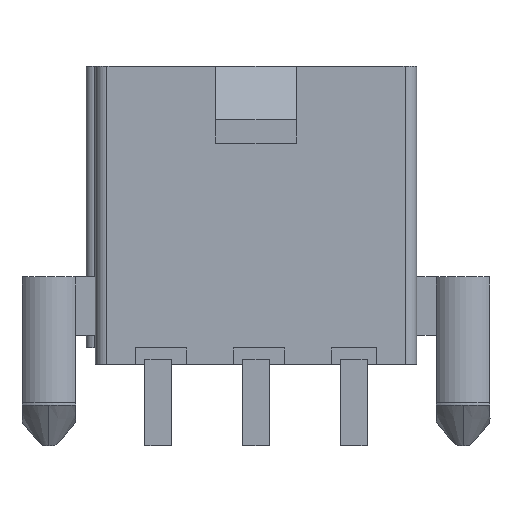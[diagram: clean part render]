
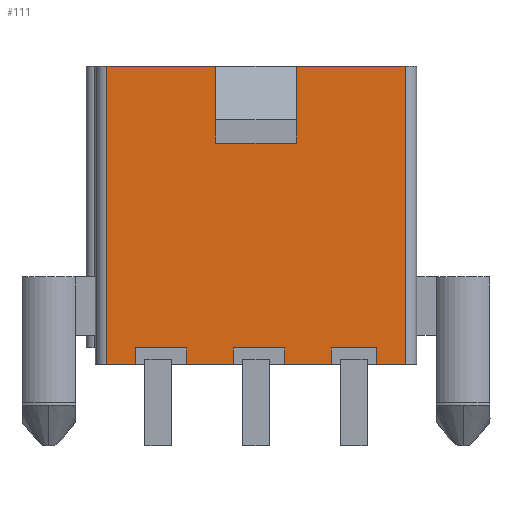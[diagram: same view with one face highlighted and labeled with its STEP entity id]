
A CAD part, front view. The second image highlights one B-rep face of the part: STEP entity #111.
In plain terms, the highlighted planar face has unit normal (0, -1, 0).
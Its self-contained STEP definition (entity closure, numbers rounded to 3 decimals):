
#111=ADVANCED_FACE('',(#351),#352,.T.);
#351=FACE_OUTER_BOUND('',#793,.T.);
#352=PLANE('',#794);
#793=EDGE_LOOP('',(#1367,#1368,#1369,#1370,#1371,#1372,#1373,#1374,#1375,#1376,#1377,#1378,#1379,#1380,#1381,#1382,#1383,#1384,#1385,#1386));
#794=AXIS2_PLACEMENT_3D('',#1387,#1388,#1389);
#1367=ORIENTED_EDGE('',*,*,#3052,.F.);
#1368=ORIENTED_EDGE('',*,*,#3053,.T.);
#1369=ORIENTED_EDGE('',*,*,#3054,.T.);
#1370=ORIENTED_EDGE('',*,*,#2998,.F.);
#1371=ORIENTED_EDGE('',*,*,#3044,.T.);
#1372=ORIENTED_EDGE('',*,*,#3047,.F.);
#1373=ORIENTED_EDGE('',*,*,#3051,.F.);
#1374=ORIENTED_EDGE('',*,*,#3010,.F.);
#1375=ORIENTED_EDGE('',*,*,#3055,.T.);
#1376=ORIENTED_EDGE('',*,*,#3056,.T.);
#1377=ORIENTED_EDGE('',*,*,#3057,.T.);
#1378=ORIENTED_EDGE('',*,*,#3058,.T.);
#1379=ORIENTED_EDGE('',*,*,#3059,.F.);
#1380=ORIENTED_EDGE('',*,*,#3060,.F.);
#1381=ORIENTED_EDGE('',*,*,#3061,.T.);
#1382=ORIENTED_EDGE('',*,*,#3062,.T.);
#1383=ORIENTED_EDGE('',*,*,#3063,.F.);
#1384=ORIENTED_EDGE('',*,*,#3064,.F.);
#1385=ORIENTED_EDGE('',*,*,#3065,.T.);
#1386=ORIENTED_EDGE('',*,*,#3066,.T.);
#1387=CARTESIAN_POINT('',(-6.4,-4.875,0.0));
#1388=DIRECTION('',(0.0,-1.0,0.0));
#1389=DIRECTION('',(0.0,0.0,-1.0));
#2998=EDGE_CURVE('',#3602,#3603,#3604,.T.);
#3010=EDGE_CURVE('',#3624,#3626,#3627,.T.);
#3044=EDGE_CURVE('',#3602,#3691,#3692,.T.);
#3047=EDGE_CURVE('',#3696,#3691,#3697,.T.);
#3051=EDGE_CURVE('',#3626,#3696,#3702,.T.);
#3052=EDGE_CURVE('',#3703,#3704,#3705,.T.);
#3053=EDGE_CURVE('',#3703,#3706,#3707,.T.);
#3054=EDGE_CURVE('',#3706,#3603,#3708,.T.);
#3055=EDGE_CURVE('',#3624,#3709,#3710,.T.);
#3056=EDGE_CURVE('',#3709,#3711,#3712,.T.);
#3057=EDGE_CURVE('',#3711,#3713,#3714,.T.);
#3058=EDGE_CURVE('',#3713,#3715,#3716,.T.);
#3059=EDGE_CURVE('',#3717,#3715,#3718,.T.);
#3060=EDGE_CURVE('',#3719,#3717,#3720,.T.);
#3061=EDGE_CURVE('',#3719,#3721,#3722,.T.);
#3062=EDGE_CURVE('',#3721,#3723,#3724,.T.);
#3063=EDGE_CURVE('',#3725,#3723,#3726,.T.);
#3064=EDGE_CURVE('',#3727,#3725,#3728,.T.);
#3065=EDGE_CURVE('',#3727,#3729,#3730,.T.);
#3066=EDGE_CURVE('',#3729,#3704,#3731,.T.);
#3602=VERTEX_POINT('',#4641);
#3603=VERTEX_POINT('',#4642);
#3604=LINE('',#4643,#4644);
#3624=VERTEX_POINT('',#4670);
#3626=VERTEX_POINT('',#4672);
#3627=LINE('',#4673,#4674);
#3691=VERTEX_POINT('',#4771);
#3692=LINE('',#4772,#4773);
#3696=VERTEX_POINT('',#4779);
#3697=LINE('',#4780,#4781);
#3702=LINE('',#4789,#4790);
#3703=VERTEX_POINT('',#4791);
#3704=VERTEX_POINT('',#4792);
#3705=LINE('',#4793,#4794);
#3706=VERTEX_POINT('',#4795);
#3707=LINE('',#4796,#4797);
#3708=LINE('',#4798,#4799);
#3709=VERTEX_POINT('',#4800);
#3710=LINE('',#4801,#4802);
#3711=VERTEX_POINT('',#4803);
#3712=LINE('',#4804,#4805);
#3713=VERTEX_POINT('',#4806);
#3714=LINE('',#4807,#4808);
#3715=VERTEX_POINT('',#4809);
#3716=LINE('',#4810,#4811);
#3717=VERTEX_POINT('',#4812);
#3718=LINE('',#4813,#4814);
#3719=VERTEX_POINT('',#4815);
#3720=LINE('',#4816,#4817);
#3721=VERTEX_POINT('',#4818);
#3722=LINE('',#4819,#4820);
#3723=VERTEX_POINT('',#4821);
#3724=LINE('',#4822,#4823);
#3725=VERTEX_POINT('',#4824);
#3726=LINE('',#4825,#4826);
#3727=VERTEX_POINT('',#4827);
#3728=LINE('',#4828,#4829);
#3729=VERTEX_POINT('',#4830);
#3730=LINE('',#4831,#4832);
#3731=LINE('',#4833,#4834);
#4641=CARTESIAN_POINT('',(1.725,-4.875,0.0));
#4642=CARTESIAN_POINT('',(6.4,-4.875,0.0));
#4643=CARTESIAN_POINT('',(1.725,-4.875,0.0));
#4644=VECTOR('',#6060,4.675);
#4670=CARTESIAN_POINT('',(-6.4,-4.875,0.0));
#4672=CARTESIAN_POINT('',(-1.725,-4.875,0.0));
#4673=CARTESIAN_POINT('',(-6.4,-4.875,0.0));
#4674=VECTOR('',#6082,4.675);
#4771=CARTESIAN_POINT('',(1.725,-4.875,-3.3));
#4772=CARTESIAN_POINT('',(1.725,-4.875,0.0));
#4773=VECTOR('',#6116,3.3);
#4779=CARTESIAN_POINT('',(-1.725,-4.875,-3.3));
#4780=CARTESIAN_POINT('',(-1.725,-4.875,-3.3));
#4781=VECTOR('',#6119,3.45);
#4789=CARTESIAN_POINT('',(-1.725,-4.875,0.0));
#4790=VECTOR('',#6123,3.3);
#4791=CARTESIAN_POINT('',(5.18,-4.875,-12.8));
#4792=CARTESIAN_POINT('',(5.18,-4.875,-12.1));
#4793=CARTESIAN_POINT('',(5.18,-4.875,-12.8));
#4794=VECTOR('',#6124,0.7);
#4795=CARTESIAN_POINT('',(6.4,-4.875,-12.8));
#4796=CARTESIAN_POINT('',(5.18,-4.875,-12.8));
#4797=VECTOR('',#6125,1.22);
#4798=CARTESIAN_POINT('',(6.4,-4.875,-12.8));
#4799=VECTOR('',#6126,12.8);
#4800=CARTESIAN_POINT('',(-6.4,-4.875,-12.8));
#4801=CARTESIAN_POINT('',(-6.4,-4.875,0.0));
#4802=VECTOR('',#6127,12.8);
#4803=CARTESIAN_POINT('',(-5.18,-4.875,-12.8));
#4804=CARTESIAN_POINT('',(-6.4,-4.875,-12.8));
#4805=VECTOR('',#6128,1.22);
#4806=CARTESIAN_POINT('',(-5.18,-4.875,-12.1));
#4807=CARTESIAN_POINT('',(-5.18,-4.875,-12.8));
#4808=VECTOR('',#6129,0.7);
#4809=CARTESIAN_POINT('',(-2.97,-4.875,-12.1));
#4810=CARTESIAN_POINT('',(-5.18,-4.875,-12.1));
#4811=VECTOR('',#6130,2.21);
#4812=CARTESIAN_POINT('',(-2.97,-4.875,-12.8));
#4813=CARTESIAN_POINT('',(-2.97,-4.875,-12.8));
#4814=VECTOR('',#6131,0.7);
#4815=CARTESIAN_POINT('',(-0.97,-4.875,-12.8));
#4816=CARTESIAN_POINT('',(-0.97,-4.875,-12.8));
#4817=VECTOR('',#6132,2.0);
#4818=CARTESIAN_POINT('',(-0.97,-4.875,-12.1));
#4819=CARTESIAN_POINT('',(-0.97,-4.875,-12.8));
#4820=VECTOR('',#6133,0.7);
#4821=CARTESIAN_POINT('',(1.23,-4.875,-12.1));
#4822=CARTESIAN_POINT('',(-0.97,-4.875,-12.1));
#4823=VECTOR('',#6134,2.2);
#4824=CARTESIAN_POINT('',(1.23,-4.875,-12.8));
#4825=CARTESIAN_POINT('',(1.23,-4.875,-12.8));
#4826=VECTOR('',#6135,0.7);
#4827=CARTESIAN_POINT('',(3.23,-4.875,-12.8));
#4828=CARTESIAN_POINT('',(3.23,-4.875,-12.8));
#4829=VECTOR('',#6136,2.0);
#4830=CARTESIAN_POINT('',(3.23,-4.875,-12.1));
#4831=CARTESIAN_POINT('',(3.23,-4.875,-12.8));
#4832=VECTOR('',#6137,0.7);
#4833=CARTESIAN_POINT('',(3.23,-4.875,-12.1));
#4834=VECTOR('',#6138,1.95);
#6060=DIRECTION('',(1.0,0.0,0.0));
#6082=DIRECTION('',(1.0,0.0,0.0));
#6116=DIRECTION('',(0.0,0.0,-1.0));
#6119=DIRECTION('',(1.0,0.0,0.0));
#6123=DIRECTION('',(0.0,0.0,-1.0));
#6124=DIRECTION('',(0.0,0.0,1.0));
#6125=DIRECTION('',(1.0,0.0,0.0));
#6126=DIRECTION('',(0.0,0.0,1.0));
#6127=DIRECTION('',(0.0,0.0,-1.0));
#6128=DIRECTION('',(1.0,0.0,0.0));
#6129=DIRECTION('',(0.0,0.0,1.0));
#6130=DIRECTION('',(1.0,0.0,0.0));
#6131=DIRECTION('',(0.0,0.0,1.0));
#6132=DIRECTION('',(-1.0,0.0,0.0));
#6133=DIRECTION('',(0.0,0.0,1.0));
#6134=DIRECTION('',(1.0,0.0,0.0));
#6135=DIRECTION('',(0.0,0.0,1.0));
#6136=DIRECTION('',(-1.0,0.0,0.0));
#6137=DIRECTION('',(0.0,0.0,1.0));
#6138=DIRECTION('',(1.0,0.0,0.0));
